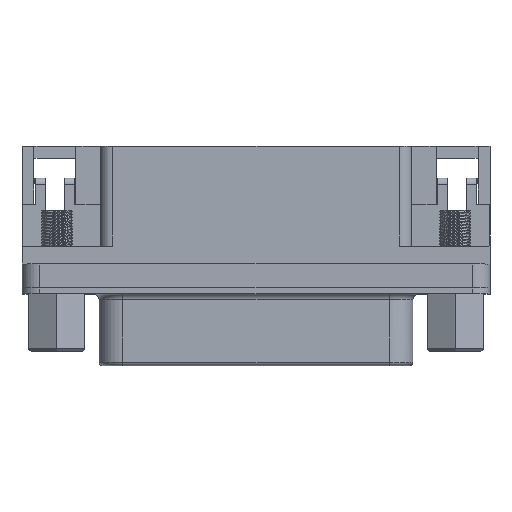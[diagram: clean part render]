
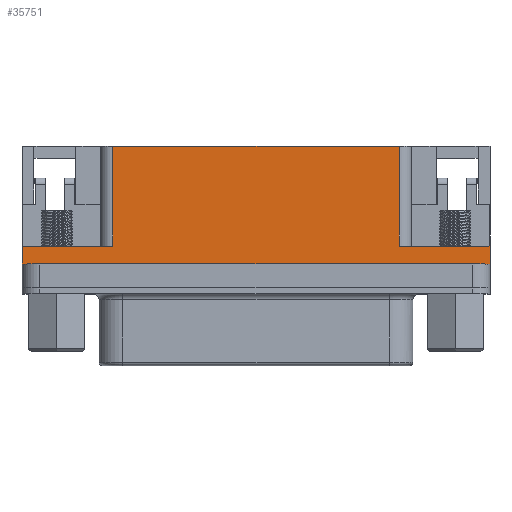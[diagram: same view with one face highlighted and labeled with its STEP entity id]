
A CAD part, top view. The second image highlights one B-rep face of the part: STEP entity #35751.
In plain terms, the highlighted planar face has unit normal (0, 0, 1).
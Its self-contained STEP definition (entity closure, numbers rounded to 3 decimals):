
#253 = LINE ( 'NONE', #15346, #10760 ) ;
#814 = EDGE_CURVE ( 'NONE', #37415, #15571, #37018, .T. ) ;
#1191 = EDGE_CURVE ( 'NONE', #6409, #21490, #35682, .T. ) ;
#3330 = CARTESIAN_POINT ( 'NONE',  ( -12., 0.825, 10.91 ) ) ;
#4874 = DIRECTION ( 'NONE',  ( 0., 1., 0. ) ) ;
#4932 = CARTESIAN_POINT ( 'NONE',  ( 19.57, 0.825, 10.91 ) ) ;
#5060 = LINE ( 'NONE', #26939, #35815 ) ;
#5983 = CARTESIAN_POINT ( 'NONE',  ( 19.57, -0.675, 10.91 ) ) ;
#6409 = VERTEX_POINT ( 'NONE', #9448 ) ;
#6503 = ORIENTED_EDGE ( 'NONE', *, *, #814, .T. ) ;
#7576 = ORIENTED_EDGE ( 'NONE', *, *, #35319, .F. ) ;
#7937 = DIRECTION ( 'NONE',  ( 1., 0., 0. ) ) ;
#8706 = DIRECTION ( 'NONE',  ( 0., 0., -1. ) ) ;
#8808 = CARTESIAN_POINT ( 'NONE',  ( -19.57, 0.825, 10.91 ) ) ;
#9448 = CARTESIAN_POINT ( 'NONE',  ( 12., 0.825, 10.91 ) ) ;
#9664 = DIRECTION ( 'NONE',  ( 1., 0., 0. ) ) ;
#10739 = VECTOR ( 'NONE', #9664, 1000. ) ;
#10760 = VECTOR ( 'NONE', #34122, 1000. ) ;
#10805 = CARTESIAN_POINT ( 'NONE',  ( 12., 0.825, 10.91 ) ) ;
#11433 = ORIENTED_EDGE ( 'NONE', *, *, #1191, .T. ) ;
#14103 = VERTEX_POINT ( 'NONE', #19375 ) ;
#14174 = EDGE_CURVE ( 'NONE', #30494, #32502, #5060, .T. ) ;
#14201 = ORIENTED_EDGE ( 'NONE', *, *, #18644, .F. ) ;
#14725 = CARTESIAN_POINT ( 'NONE',  ( 19.57, 0.825, 10.91 ) ) ;
#14908 = DIRECTION ( 'NONE',  ( 0., -1., 0. ) ) ;
#15346 = CARTESIAN_POINT ( 'NONE',  ( -12., 0.825, 10.91 ) ) ;
#15571 = VERTEX_POINT ( 'NONE', #23559 ) ;
#16304 = AXIS2_PLACEMENT_3D ( 'NONE', #39756, #8706, #30579 ) ;
#17132 = CARTESIAN_POINT ( 'NONE',  ( 19.57, 0.825, 10.91 ) ) ;
#17598 = ORIENTED_EDGE ( 'NONE', *, *, #25667, .T. ) ;
#18644 = EDGE_CURVE ( 'NONE', #38848, #15571, #32707, .T. ) ;
#19117 = CARTESIAN_POINT ( 'NONE',  ( -19.57, 0.825, 10.91 ) ) ;
#19209 = EDGE_LOOP ( 'NONE', ( #33935, #27644, #29430, #17598, #6503, #14201, #7576, #11433 ) ) ;
#19375 = CARTESIAN_POINT ( 'NONE',  ( -12., 9.175, 10.91 ) ) ;
#19386 = EDGE_CURVE ( 'NONE', #14103, #21490, #37093, .T. ) ;
#19504 = DIRECTION ( 'NONE',  ( 0., -1., 0. ) ) ;
#20286 = VECTOR ( 'NONE', #19504, 1000. ) ;
#20958 = DIRECTION ( 'NONE',  ( 1., 0., 0. ) ) ;
#21490 = VERTEX_POINT ( 'NONE', #39361 ) ;
#21580 = CARTESIAN_POINT ( 'NONE',  ( 13., 9.175, 10.91 ) ) ;
#23559 = CARTESIAN_POINT ( 'NONE',  ( 19.57, -0.675, 10.91 ) ) ;
#23886 = LINE ( 'NONE', #17132, #26098 ) ;
#25667 = EDGE_CURVE ( 'NONE', #30494, #37415, #28351, .T. ) ;
#26098 = VECTOR ( 'NONE', #7937, 1000. ) ;
#26939 = CARTESIAN_POINT ( 'NONE',  ( 19.57, 0.825, 10.91 ) ) ;
#27328 = PLANE ( 'NONE',  #16304 ) ;
#27644 = ORIENTED_EDGE ( 'NONE', *, *, #30586, .T. ) ;
#28351 = LINE ( 'NONE', #19117, #20286 ) ;
#29430 = ORIENTED_EDGE ( 'NONE', *, *, #14174, .F. ) ;
#30494 = VERTEX_POINT ( 'NONE', #8808 ) ;
#30579 = DIRECTION ( 'NONE',  ( 0., 1., 0. ) ) ;
#30586 = EDGE_CURVE ( 'NONE', #14103, #32502, #253, .T. ) ;
#31614 = VECTOR ( 'NONE', #20958, 1000. ) ;
#32502 = VERTEX_POINT ( 'NONE', #3330 ) ;
#32707 = LINE ( 'NONE', #4932, #35398 ) ;
#33935 = ORIENTED_EDGE ( 'NONE', *, *, #19386, .F. ) ;
#34013 = FACE_OUTER_BOUND ( 'NONE', #19209, .T. ) ;
#34122 = DIRECTION ( 'NONE',  ( 0., -1., 0. ) ) ;
#35319 = EDGE_CURVE ( 'NONE', #6409, #38848, #23886, .T. ) ;
#35398 = VECTOR ( 'NONE', #14908, 1000. ) ;
#35594 = CARTESIAN_POINT ( 'NONE',  ( -19.57, -0.675, 10.91 ) ) ;
#35682 = LINE ( 'NONE', #10805, #36356 ) ;
#35751 = ADVANCED_FACE ( 'NONE', ( #34013 ), #27328, .F. ) ;
#35815 = VECTOR ( 'NONE', #39365, 1000. ) ;
#36356 = VECTOR ( 'NONE', #4874, 1000. ) ;
#37018 = LINE ( 'NONE', #5983, #10739 ) ;
#37093 = LINE ( 'NONE', #21580, #31614 ) ;
#37415 = VERTEX_POINT ( 'NONE', #35594 ) ;
#38848 = VERTEX_POINT ( 'NONE', #14725 ) ;
#39361 = CARTESIAN_POINT ( 'NONE',  ( 12., 9.175, 10.91 ) ) ;
#39365 = DIRECTION ( 'NONE',  ( 1., 0., 0. ) ) ;
#39756 = CARTESIAN_POINT ( 'NONE',  ( 19.57, 0.825, 10.91 ) ) ;
